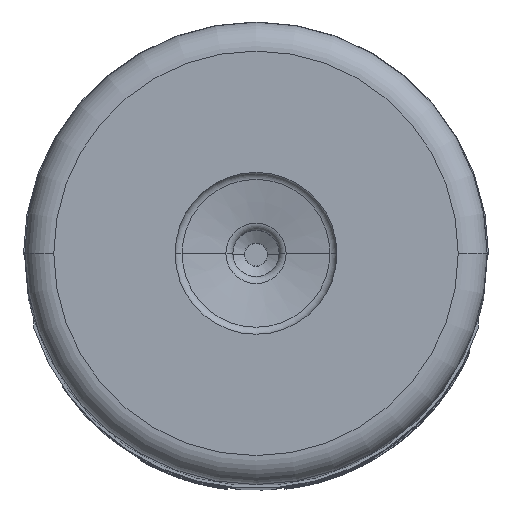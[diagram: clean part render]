
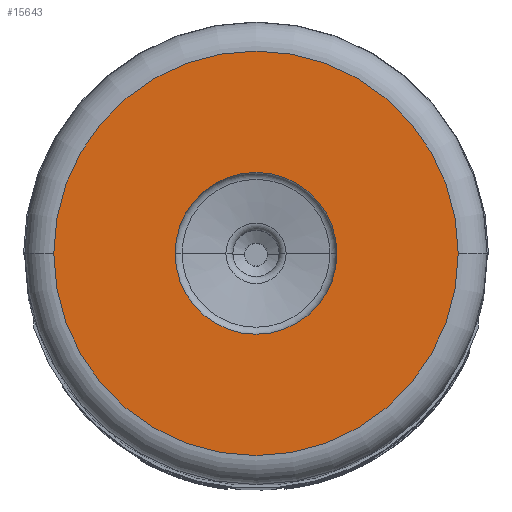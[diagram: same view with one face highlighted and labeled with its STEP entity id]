
A CAD part, top view. The second image highlights one B-rep face of the part: STEP entity #15643.
In plain terms, the highlighted planar face has unit normal (0, 0, 1).
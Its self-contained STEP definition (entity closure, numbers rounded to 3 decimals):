
#2568=CARTESIAN_POINT('',(0.,0.,27.058));
#2569=DIRECTION('',(0.,0.,1.));
#2570=DIRECTION('',(1.,0.,0.));
#2571=AXIS2_PLACEMENT_3D('',#2568,#2569,#2570);
#2583=CARTESIAN_POINT('',(0.,0.,27.058));
#2584=DIRECTION('',(0.,0.,1.));
#2585=DIRECTION('',(1.,0.,0.));
#2586=AXIS2_PLACEMENT_3D('',#2583,#2584,#2585);
#2588=CARTESIAN_POINT('',(0.,0.,27.058));
#2589=DIRECTION('',(0.,0.,1.));
#2590=DIRECTION('',(-1.,0.,0.));
#2591=AXIS2_PLACEMENT_3D('',#2588,#2589,#2590);
#2593=CARTESIAN_POINT('',(0.,0.,27.058));
#2594=DIRECTION('',(0.,0.,1.));
#2595=DIRECTION('',(-1.,0.,0.));
#2596=AXIS2_PLACEMENT_3D('',#2593,#2594,#2595);
#14827=CARTESIAN_POINT('',(1.4,0.,27.058));
#14828=CARTESIAN_POINT('',(-1.4,0.,27.058));
#14829=VERTEX_POINT('',#14827);
#14830=VERTEX_POINT('',#14828);
#14831=CARTESIAN_POINT('',(-3.5,0.,27.058));
#14832=CARTESIAN_POINT('',(3.5,0.,27.058));
#14833=VERTEX_POINT('',#14831);
#14834=VERTEX_POINT('',#14832);
#15627=CARTESIAN_POINT('',(0.,0.,27.058));
#15628=DIRECTION('',(0.,0.,-1.));
#15629=DIRECTION('',(-1.,0.,0.));
#15630=AXIS2_PLACEMENT_3D('',#15627,#15628,#15629);
#15631=PLANE('',#15630);
#15633=ORIENTED_EDGE('',*,*,#15632,.F.);
#15634=ORIENTED_EDGE('',*,*,#15617,.F.);
#15635=EDGE_LOOP('',(#15633,#15634));
#15636=FACE_OUTER_BOUND('',#15635,.F.);
#15638=ORIENTED_EDGE('',*,*,#15637,.T.);
#15640=ORIENTED_EDGE('',*,*,#15639,.T.);
#15641=EDGE_LOOP('',(#15638,#15640));
#15642=FACE_BOUND('',#15641,.F.);
#15643=ADVANCED_FACE('',(#15636,#15642),#15631,.F.);
#2572=CIRCLE('',#2571,3.5);
#2587=CIRCLE('',#2586,1.4);
#2592=CIRCLE('',#2591,1.4);
#2597=CIRCLE('',#2596,3.5);
#15617=EDGE_CURVE('',#14834,#14833,#2572,.T.);
#15632=EDGE_CURVE('',#14833,#14834,#2597,.T.);
#15637=EDGE_CURVE('',#14829,#14830,#2587,.T.);
#15639=EDGE_CURVE('',#14830,#14829,#2592,.T.);
